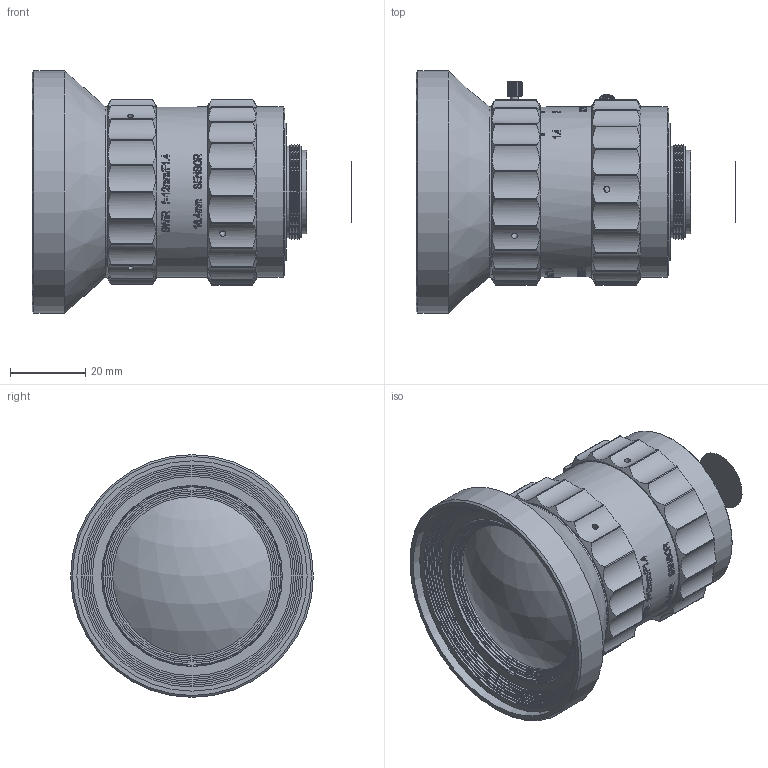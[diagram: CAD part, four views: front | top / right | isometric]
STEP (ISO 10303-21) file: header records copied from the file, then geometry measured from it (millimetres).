
FILE_DESCRIPTION (( 'STEP AP203' ), '1' );
FILE_NAME ('680018.STEP', '2024-11-28T01:40:37', ( 'Windows User' ), ( 'P R C' ), 'SwSTEP 2.0', 'SolidWorks 2020', '' );
FILE_SCHEMA (( 'CONFIG_CONTROL_DESIGN' ));
Length unit declared in the file: millimetre
Products named in the file (1): 680018
Bounding box: 85.05 x 64.5 x 64.5 mm (x, y, z)
Volume: 81766.2 mm3; surface area: 56194.8 mm2
Topology: 26 solids, 26 shells, 1401 faces, 3412 edges, 2221 vertices
Faces by surface type: plane 588, cylinder 354, bspline 344, cone 103, torus 9, sphere 3
Full cylindrical faces by diameter (mm): 0.5 x4, 0.9 x3, 1.2 x10, 1.3 x2, 1.4 x2, 1.6 x12, 1.7 x4, 1.8 x2, 2 x6, 2.2 x4, 2.5 x4, 2.6 x2, 2.7 x2, 2.8 x2, 3.6 x4, 3.8 x4, 14.6 x1, 15.4 x4, 15.6 x1, 16.6 x1, 17.4 x1, 18 x1, 18.4 x2, 19.2 x2, 19.6 x2, 20 x1, 20.6 x1, 20.8 x1, 21.2 x1, 21.6 x1
Entity records: 83807 total; most frequent: CARTESIAN_POINT 54140, ORIENTED_EDGE 6362, DIRECTION 5030, EDGE_CURVE 3181, VERTEX_POINT 2177, AXIS2_PLACEMENT_3D 1817, EDGE_LOOP 1796, FACE_OUTER_BOUND 1552
